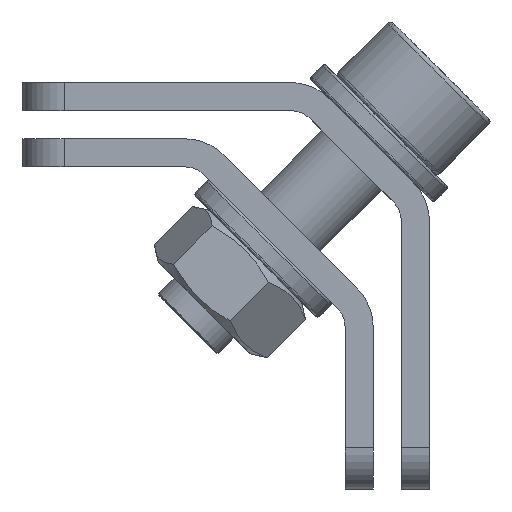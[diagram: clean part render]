
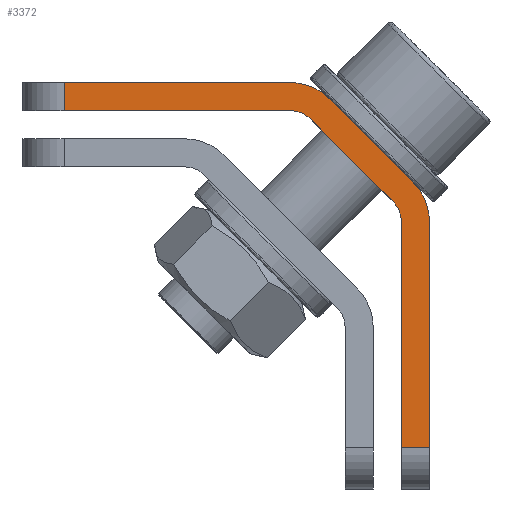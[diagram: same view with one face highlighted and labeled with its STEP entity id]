
A CAD part, front view. The second image highlights one B-rep face of the part: STEP entity #3372.
In plain terms, the highlighted planar face has unit normal (0, -1, 0).
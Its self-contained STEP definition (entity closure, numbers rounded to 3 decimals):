
#21 = ORIENTED_EDGE ( 'NONE', *, *, #59, .T. ) ;
#29 = ORIENTED_EDGE ( 'NONE', *, *, #1167, .F. ) ;
#59 = EDGE_CURVE ( 'NONE', #3533, #1725, #2484, .T. ) ;
#85 = LINE ( 'NONE', #2729, #2404 ) ;
#100 = VECTOR ( 'NONE', #3323, 1000. ) ;
#125 = CARTESIAN_POINT ( 'NONE',  ( -3.523, -76.696, 173.184 ) ) ;
#138 = ORIENTED_EDGE ( 'NONE', *, *, #1445, .F. ) ;
#167 = CARTESIAN_POINT ( 'NONE',  ( -22.452, -76.696, 172.356 ) ) ;
#181 = CARTESIAN_POINT ( 'NONE',  ( -0.452, -76.696, 164.456 ) ) ;
#227 = DIRECTION ( 'NONE',  ( 0., -1., 0. ) ) ;
#243 = AXIS2_PLACEMENT_3D ( 'NONE', #181, #937, #2852 ) ;
#253 = EDGE_CURVE ( 'NONE', #261, #1346, #3660, .T. ) ;
#261 = VERTEX_POINT ( 'NONE', #4018 ) ;
#271 = DIRECTION ( 'NONE',  ( -1., 0., 0. ) ) ;
#299 = VERTEX_POINT ( 'NONE', #3073 ) ;
#318 = CARTESIAN_POINT ( 'NONE',  ( 1.548, -76.696, 145.356 ) ) ;
#381 = AXIS2_PLACEMENT_3D ( 'NONE', #3270, #1979, #271 ) ;
#411 = VERTEX_POINT ( 'NONE', #3584 ) ;
#432 = LINE ( 'NONE', #167, #1097 ) ;
#435 = CARTESIAN_POINT ( 'NONE',  ( 1.548, -76.696, 148.356 ) ) ;
#527 = DIRECTION ( 'NONE',  ( -1., 0., 0. ) ) ;
#536 = ORIENTED_EDGE ( 'NONE', *, *, #606, .F. ) ;
#540 = CARTESIAN_POINT ( 'NONE',  ( -6.352, -76.696, 170.356 ) ) ;
#606 = EDGE_CURVE ( 'NONE', #1578, #3230, #2030, .T. ) ;
#639 = CARTESIAN_POINT ( 'NONE',  ( 1.548, -76.696, 164.456 ) ) ;
#725 = ORIENTED_EDGE ( 'NONE', *, *, #2455, .T. ) ;
#803 = VECTOR ( 'NONE', #2147, 1000. ) ;
#860 = CARTESIAN_POINT ( 'NONE',  ( -3.523, -76.696, 174.356 ) ) ;
#937 = DIRECTION ( 'NONE',  ( 0., -1., 0. ) ) ;
#952 = VERTEX_POINT ( 'NONE', #2669 ) ;
#1097 = VECTOR ( 'NONE', #1773, 1000. ) ;
#1099 = VERTEX_POINT ( 'NONE', #3919 ) ;
#1156 = DIRECTION ( 'NONE',  ( 0., 1., 0. ) ) ;
#1167 = EDGE_CURVE ( 'NONE', #1099, #411, #2547, .T. ) ;
#1173 = CARTESIAN_POINT ( 'NONE',  ( -4.938, -76.696, 171.77 ) ) ;
#1179 = CARTESIAN_POINT ( 'NONE',  ( 0.962, -76.696, 165.871 ) ) ;
#1252 = FACE_OUTER_BOUND ( 'NONE', #2535, .T. ) ;
#1295 = DIRECTION ( 'NONE',  ( 0., 1., 0. ) ) ;
#1346 = VERTEX_POINT ( 'NONE', #125 ) ;
#1445 = EDGE_CURVE ( 'NONE', #299, #1578, #85, .T. ) ;
#1570 = ORIENTED_EDGE ( 'NONE', *, *, #1870, .F. ) ;
#1578 = VERTEX_POINT ( 'NONE', #2769 ) ;
#1594 = LINE ( 'NONE', #860, #2834 ) ;
#1651 = VECTOR ( 'NONE', #1912, 1000. ) ;
#1725 = VERTEX_POINT ( 'NONE', #639 ) ;
#1773 = DIRECTION ( 'NONE',  ( 0., 0., 1. ) ) ;
#1870 = EDGE_CURVE ( 'NONE', #411, #952, #432, .T. ) ;
#1912 = DIRECTION ( 'NONE',  ( 0., 0., 1. ) ) ;
#1918 = LINE ( 'NONE', #2642, #100 ) ;
#1923 = AXIS2_PLACEMENT_3D ( 'NONE', #540, #227, #1944 ) ;
#1944 = DIRECTION ( 'NONE',  ( -1., 0., 0. ) ) ;
#1979 = DIRECTION ( 'NONE',  ( 0., 1., 0. ) ) ;
#2030 = LINE ( 'NONE', #3369, #803 ) ;
#2081 = DIRECTION ( 'NONE',  ( 0., 0., -1. ) ) ;
#2129 = CARTESIAN_POINT ( 'NONE',  ( -0.452, -76.696, 164.456 ) ) ;
#2131 = ORIENTED_EDGE ( 'NONE', *, *, #3361, .T. ) ;
#2147 = DIRECTION ( 'NONE',  ( -1., 0., 0. ) ) ;
#2220 = DIRECTION ( 'NONE',  ( -1., 0., 0. ) ) ;
#2250 = CARTESIAN_POINT ( 'NONE',  ( -6.352, -76.696, 174.356 ) ) ;
#2326 = CIRCLE ( 'NONE', #381, 2. ) ;
#2396 = EDGE_CURVE ( 'NONE', #3230, #1725, #3293, .T. ) ;
#2404 = VECTOR ( 'NONE', #2081, 1000. ) ;
#2417 = CARTESIAN_POINT ( 'NONE',  ( 2.376, -76.696, 167.285 ) ) ;
#2455 = EDGE_CURVE ( 'NONE', #1099, #3084, #2326, .T. ) ;
#2484 = CIRCLE ( 'NONE', #3769, 2. ) ;
#2535 = EDGE_LOOP ( 'NONE', ( #536, #138, #3828, #3004, #2131, #4350, #1570, #29, #725, #3837, #21, #3988 ) ) ;
#2547 = LINE ( 'NONE', #4256, #2976 ) ;
#2569 = PLANE ( 'NONE',  #2899 ) ;
#2627 = DIRECTION ( 'NONE',  ( -1., 0., 0. ) ) ;
#2642 = CARTESIAN_POINT ( 'NONE',  ( 1.548, -76.696, 165.285 ) ) ;
#2669 = CARTESIAN_POINT ( 'NONE',  ( -22.452, -76.696, 174.356 ) ) ;
#2694 = VECTOR ( 'NONE', #3398, 1000. ) ;
#2729 = CARTESIAN_POINT ( 'NONE',  ( 3.548, -76.696, 170.356 ) ) ;
#2769 = CARTESIAN_POINT ( 'NONE',  ( 3.548, -76.696, 148.356 ) ) ;
#2834 = VECTOR ( 'NONE', #527, 1000. ) ;
#2852 = DIRECTION ( 'NONE',  ( -1., 0., 0. ) ) ;
#2899 = AXIS2_PLACEMENT_3D ( 'NONE', #2953, #1295, #2220 ) ;
#2922 = EDGE_CURVE ( 'NONE', #3533, #3084, #1918, .T. ) ;
#2953 = CARTESIAN_POINT ( 'NONE',  ( -6.352, -76.696, 170.356 ) ) ;
#2976 = VECTOR ( 'NONE', #2627, 1000. ) ;
#3004 = ORIENTED_EDGE ( 'NONE', *, *, #253, .T. ) ;
#3073 = CARTESIAN_POINT ( 'NONE',  ( 3.548, -76.696, 164.456 ) ) ;
#3084 = VERTEX_POINT ( 'NONE', #1173 ) ;
#3106 = VERTEX_POINT ( 'NONE', #2250 ) ;
#3230 = VERTEX_POINT ( 'NONE', #435 ) ;
#3270 = CARTESIAN_POINT ( 'NONE',  ( -6.352, -76.696, 170.356 ) ) ;
#3293 = LINE ( 'NONE', #318, #1651 ) ;
#3323 = DIRECTION ( 'NONE',  ( -0.707, 0., 0.707 ) ) ;
#3361 = EDGE_CURVE ( 'NONE', #1346, #3106, #3603, .T. ) ;
#3369 = CARTESIAN_POINT ( 'NONE',  ( -6.352, -76.696, 148.356 ) ) ;
#3372 = ADVANCED_FACE ( 'NONE', ( #1252 ), #2569, .F. ) ;
#3398 = DIRECTION ( 'NONE',  ( -0.707, 0., 0.707 ) ) ;
#3533 = VERTEX_POINT ( 'NONE', #1179 ) ;
#3584 = CARTESIAN_POINT ( 'NONE',  ( -22.452, -76.696, 172.356 ) ) ;
#3603 = CIRCLE ( 'NONE', #1923, 4. ) ;
#3660 = LINE ( 'NONE', #2417, #2694 ) ;
#3769 = AXIS2_PLACEMENT_3D ( 'NONE', #2129, #1156, #3784 ) ;
#3784 = DIRECTION ( 'NONE',  ( -1., 0., 0. ) ) ;
#3828 = ORIENTED_EDGE ( 'NONE', *, *, #4010, .T. ) ;
#3837 = ORIENTED_EDGE ( 'NONE', *, *, #2922, .F. ) ;
#3919 = CARTESIAN_POINT ( 'NONE',  ( -6.352, -76.696, 172.356 ) ) ;
#3988 = ORIENTED_EDGE ( 'NONE', *, *, #2396, .F. ) ;
#4010 = EDGE_CURVE ( 'NONE', #299, #261, #4322, .T. ) ;
#4018 = CARTESIAN_POINT ( 'NONE',  ( 2.376, -76.696, 167.285 ) ) ;
#4256 = CARTESIAN_POINT ( 'NONE',  ( -5.523, -76.696, 172.356 ) ) ;
#4275 = EDGE_CURVE ( 'NONE', #3106, #952, #1594, .T. ) ;
#4322 = CIRCLE ( 'NONE', #243, 4. ) ;
#4350 = ORIENTED_EDGE ( 'NONE', *, *, #4275, .T. ) ;
